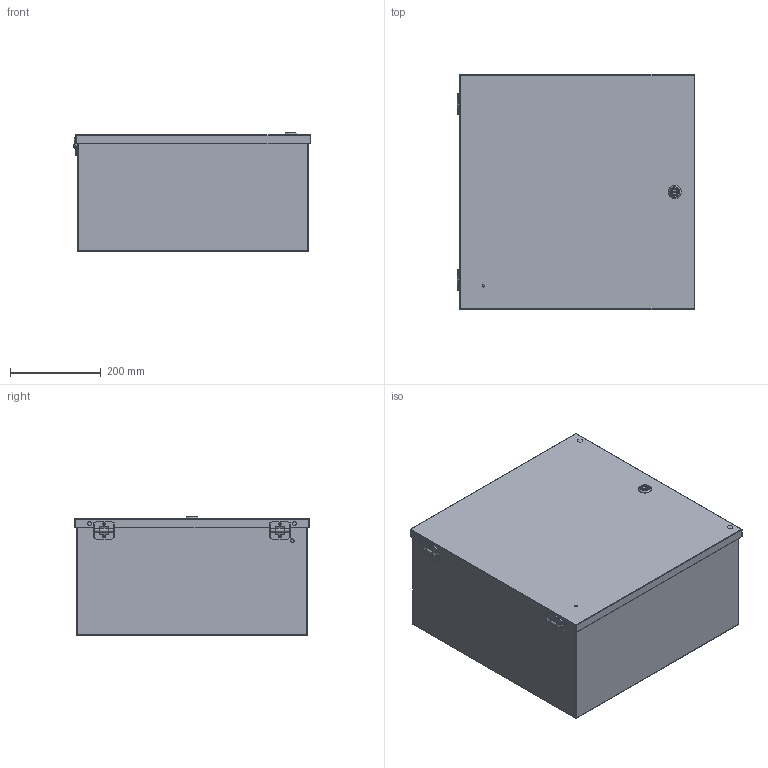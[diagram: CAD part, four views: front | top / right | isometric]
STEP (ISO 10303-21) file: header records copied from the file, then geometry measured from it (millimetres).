
FILE_DESCRIPTION (( 'STEP AP214' ), '1' );
FILE_NAME ('SCE-20N2010LP.STEP', '2023-08-09T18:56:39', ( '' ), ( '' ), 'SwSTEP 2.0', 'SolidWorks 2021', '' );
FILE_SCHEMA (( 'AUTOMOTIVE_DESIGN' ));
Length unit declared in the file: inch
Products named in the file (1): SCE-20N2010LP
Bounding box: 523.04 x 517.53 x 260.99 mm (x, y, z)
Volume: 2095115.8 mm3; surface area: 2644984.4 mm2
Topology: 24 solids, 24 shells, 751 faces, 1819 edges, 1090 vertices
Faces by surface type: cylinder 319, plane 251, bspline 104, torus 42, cone 19, sphere 16
Full cylindrical faces by diameter (mm): 3.962 x1, 4.013 x6, 4.06 x4, 4.763 x2, 4.905 x1, 6.02 x4, 8.192 x2, 8.357 x2, 8.715 x4
Entity records: 30714 total; most frequent: CARTESIAN_POINT 13550, DIRECTION 3514, ORIENTED_EDGE 3478, EDGE_CURVE 1739, AXIS2_PLACEMENT_3D 1359, VERTEX_POINT 1088, EDGE_LOOP 863, LINE 796
